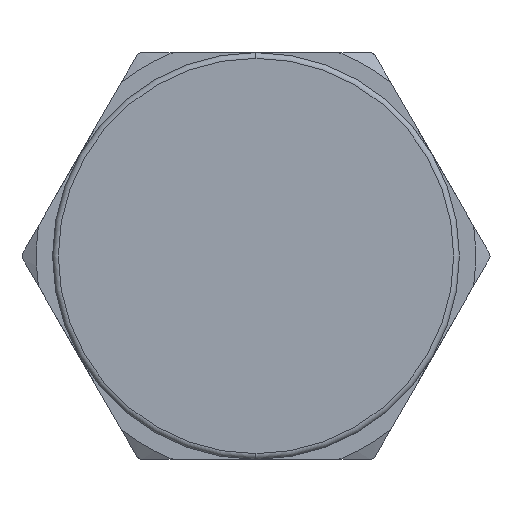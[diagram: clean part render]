
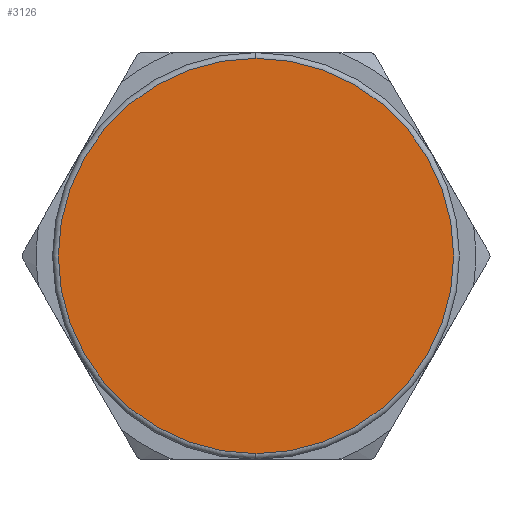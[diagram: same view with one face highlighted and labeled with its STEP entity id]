
A CAD part, left-side view. The second image highlights one B-rep face of the part: STEP entity #3126.
In plain terms, the highlighted planar face has unit normal (-1, 0, 0).
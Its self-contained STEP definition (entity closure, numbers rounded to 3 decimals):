
#233=CARTESIAN_POINT('',(-1.5,0.,0.));
#234=DIRECTION('',(-1.,0.,0.));
#235=DIRECTION('',(0.,0.,1.));
#236=AXIS2_PLACEMENT_3D('',#233,#234,#235);
#238=CARTESIAN_POINT('',(-1.5,0.,0.));
#239=DIRECTION('',(-1.,0.,0.));
#240=DIRECTION('',(0.,0.,-1.));
#241=AXIS2_PLACEMENT_3D('',#238,#239,#240);
#2956=CARTESIAN_POINT('',(-1.5,0.,6.9));
#2957=CARTESIAN_POINT('',(-1.5,0.,-6.9));
#2958=VERTEX_POINT('',#2956);
#2959=VERTEX_POINT('',#2957);
#3116=CARTESIAN_POINT('',(-1.5,0.,0.));
#3117=DIRECTION('',(1.,0.,0.));
#3118=DIRECTION('',(0.,1.,0.));
#3119=AXIS2_PLACEMENT_3D('',#3116,#3117,#3118);
#3120=PLANE('',#3119);
#3121=ORIENTED_EDGE('',*,*,#3106,.F.);
#3123=ORIENTED_EDGE('',*,*,#3122,.F.);
#3124=EDGE_LOOP('',(#3121,#3123));
#3125=FACE_OUTER_BOUND('',#3124,.F.);
#237=CIRCLE('',#236,6.9);
#242=CIRCLE('',#241,6.9);
#3106=EDGE_CURVE('',#2958,#2959,#237,.T.);
#3122=EDGE_CURVE('',#2959,#2958,#242,.T.);
#3126=ADVANCED_FACE('',(#3125),#3120,.F.);
